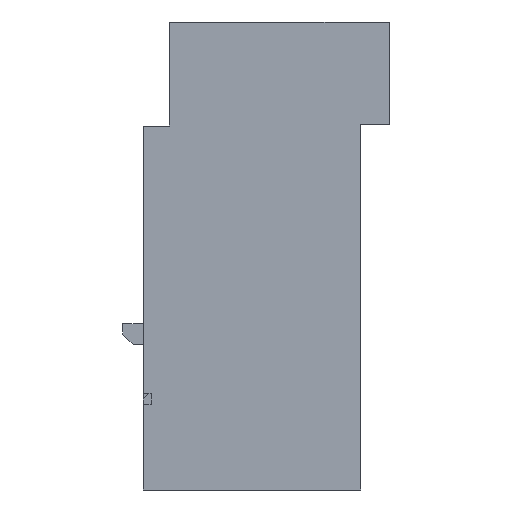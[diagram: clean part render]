
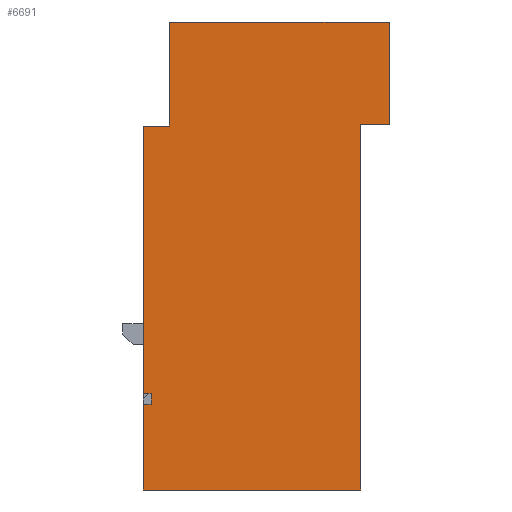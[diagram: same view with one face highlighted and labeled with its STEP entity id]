
A CAD part, left-side view. The second image highlights one B-rep face of the part: STEP entity #6691.
In plain terms, the highlighted planar face has unit normal (-1, 0, 0).
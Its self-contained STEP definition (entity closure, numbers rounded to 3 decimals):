
#6639=AXIS2_PLACEMENT_3D('Plane Axis2P3D',#6636,#6637,#6638) ;
#898=CARTESIAN_POINT('Vertex',(-124.75,42.3,-20.)) ;
#901=CARTESIAN_POINT('Line Origine',(-124.75,42.3,-10.)) ;
#905=CARTESIAN_POINT('Vertex',(-124.75,42.3,0.)) ;
#958=CARTESIAN_POINT('Vertex',(-124.75,47.3,-20.)) ;
#961=CARTESIAN_POINT('Line Origine',(-124.75,44.8,-20.)) ;
#982=CARTESIAN_POINT('Vertex',(-124.75,47.3,-71.5)) ;
#987=CARTESIAN_POINT('Line Origine',(-124.75,47.3,-45.75)) ;
#4382=CARTESIAN_POINT('Vertex',(-124.75,5.5,-90.)) ;
#4385=CARTESIAN_POINT('Line Origine',(-124.75,26.4,-90.)) ;
#4389=CARTESIAN_POINT('Vertex',(-124.75,47.3,-90.)) ;
#4521=CARTESIAN_POINT('Vertex',(-124.75,47.3,-73.5)) ;
#4524=CARTESIAN_POINT('Line Origine',(-124.75,46.55,-73.5)) ;
#4528=CARTESIAN_POINT('Vertex',(-124.75,45.8,-73.5)) ;
#4602=CARTESIAN_POINT('Vertex',(-124.75,45.8,-71.5)) ;
#4605=CARTESIAN_POINT('Line Origine',(-124.75,46.55,-71.5)) ;
#6636=CARTESIAN_POINT('Axis2P3D Location',(-124.75,40.5,0.)) ;
#6641=CARTESIAN_POINT('Line Origine',(-124.75,5.5,-54.85)) ;
#6645=CARTESIAN_POINT('Vertex',(-124.75,5.5,-19.7)) ;
#6648=CARTESIAN_POINT('Line Origine',(-124.75,2.75,-19.7)) ;
#6652=CARTESIAN_POINT('Vertex',(-124.75,0.,-19.7)) ;
#6655=CARTESIAN_POINT('Line Origine',(-124.75,0.,-9.85)) ;
#6659=CARTESIAN_POINT('Vertex',(-124.75,0.,0.)) ;
#6662=CARTESIAN_POINT('Line Origine',(-124.75,21.15,0.)) ;
#6667=CARTESIAN_POINT('Line Origine',(-124.75,45.8,-72.5)) ;
#6672=CARTESIAN_POINT('Line Origine',(-124.75,47.3,-81.75)) ;
#902=DIRECTION('Vector Direction',(0.,0.,-1.)) ;
#962=DIRECTION('Vector Direction',(0.,-1.,0.)) ;
#988=DIRECTION('Vector Direction',(0.,0.,-1.)) ;
#4386=DIRECTION('Vector Direction',(0.,1.,0.)) ;
#4525=DIRECTION('Vector Direction',(0.,1.,0.)) ;
#4606=DIRECTION('Vector Direction',(0.,1.,0.)) ;
#6637=DIRECTION('Axis2P3D Direction',(1.,-0.,0.)) ;
#6638=DIRECTION('Axis2P3D XDirection',(0.,0.,-1.)) ;
#6642=DIRECTION('Vector Direction',(0.,0.,1.)) ;
#6649=DIRECTION('Vector Direction',(0.,1.,0.)) ;
#6656=DIRECTION('Vector Direction',(0.,0.,-1.)) ;
#6663=DIRECTION('Vector Direction',(0.,1.,0.)) ;
#6668=DIRECTION('Vector Direction',(0.,0.,-1.)) ;
#6673=DIRECTION('Vector Direction',(0.,0.,-1.)) ;
#903=VECTOR('Line Direction',#902,1.) ;
#963=VECTOR('Line Direction',#962,1.) ;
#989=VECTOR('Line Direction',#988,1.) ;
#4387=VECTOR('Line Direction',#4386,1.) ;
#4526=VECTOR('Line Direction',#4525,1.) ;
#4607=VECTOR('Line Direction',#4606,1.) ;
#6643=VECTOR('Line Direction',#6642,1.) ;
#6650=VECTOR('Line Direction',#6649,1.) ;
#6657=VECTOR('Line Direction',#6656,1.) ;
#6664=VECTOR('Line Direction',#6663,1.) ;
#6669=VECTOR('Line Direction',#6668,1.) ;
#6674=VECTOR('Line Direction',#6673,1.) ;
#6678=ORIENTED_EDGE('',*,*,#4391,.F.) ;
#6679=ORIENTED_EDGE('',*,*,#6647,.T.) ;
#6680=ORIENTED_EDGE('',*,*,#6654,.F.) ;
#6681=ORIENTED_EDGE('',*,*,#6661,.T.) ;
#6682=ORIENTED_EDGE('',*,*,#6666,.T.) ;
#6683=ORIENTED_EDGE('',*,*,#907,.T.) ;
#6684=ORIENTED_EDGE('',*,*,#965,.F.) ;
#6685=ORIENTED_EDGE('',*,*,#991,.F.) ;
#6686=ORIENTED_EDGE('',*,*,#4609,.F.) ;
#6687=ORIENTED_EDGE('',*,*,#6671,.T.) ;
#6688=ORIENTED_EDGE('',*,*,#4530,.T.) ;
#6689=ORIENTED_EDGE('',*,*,#6676,.F.) ;
#6691=ADVANCED_FACE('Hauptkoerper nicht benutzen',(#6690),#6640,.F.) ;
#907=EDGE_CURVE('',#906,#899,#904,.T.) ;
#965=EDGE_CURVE('',#959,#899,#964,.T.) ;
#991=EDGE_CURVE('',#983,#959,#990,.F.) ;
#4391=EDGE_CURVE('',#4383,#4390,#4388,.T.) ;
#4530=EDGE_CURVE('',#4529,#4522,#4527,.T.) ;
#4609=EDGE_CURVE('',#4603,#983,#4608,.T.) ;
#6647=EDGE_CURVE('',#4383,#6646,#6644,.T.) ;
#6654=EDGE_CURVE('',#6653,#6646,#6651,.T.) ;
#6661=EDGE_CURVE('',#6653,#6660,#6658,.F.) ;
#6666=EDGE_CURVE('',#6660,#906,#6665,.T.) ;
#6671=EDGE_CURVE('',#4603,#4529,#6670,.T.) ;
#6676=EDGE_CURVE('',#4390,#4522,#6675,.F.) ;
#6677=EDGE_LOOP('',(#6678,#6679,#6680,#6681,#6682,#6683,#6684,#6685,#6686,#6687,#6688,#6689)) ;
#6690=FACE_OUTER_BOUND('',#6677,.T.) ;
#904=LINE('Line',#901,#903) ;
#964=LINE('Line',#961,#963) ;
#990=LINE('Line',#987,#989) ;
#4388=LINE('Line',#4385,#4387) ;
#4527=LINE('Line',#4524,#4526) ;
#4608=LINE('Line',#4605,#4607) ;
#6644=LINE('Line',#6641,#6643) ;
#6651=LINE('Line',#6648,#6650) ;
#6658=LINE('Line',#6655,#6657) ;
#6665=LINE('Line',#6662,#6664) ;
#6670=LINE('Line',#6667,#6669) ;
#6675=LINE('Line',#6672,#6674) ;
#6640=PLANE('Plane',#6639) ;
#899=VERTEX_POINT('',#898) ;
#906=VERTEX_POINT('',#905) ;
#959=VERTEX_POINT('',#958) ;
#983=VERTEX_POINT('',#982) ;
#4383=VERTEX_POINT('',#4382) ;
#4390=VERTEX_POINT('',#4389) ;
#4522=VERTEX_POINT('',#4521) ;
#4529=VERTEX_POINT('',#4528) ;
#4603=VERTEX_POINT('',#4602) ;
#6646=VERTEX_POINT('',#6645) ;
#6653=VERTEX_POINT('',#6652) ;
#6660=VERTEX_POINT('',#6659) ;
